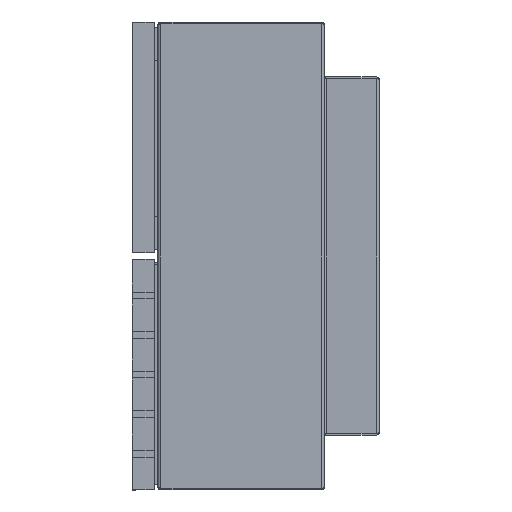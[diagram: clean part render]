
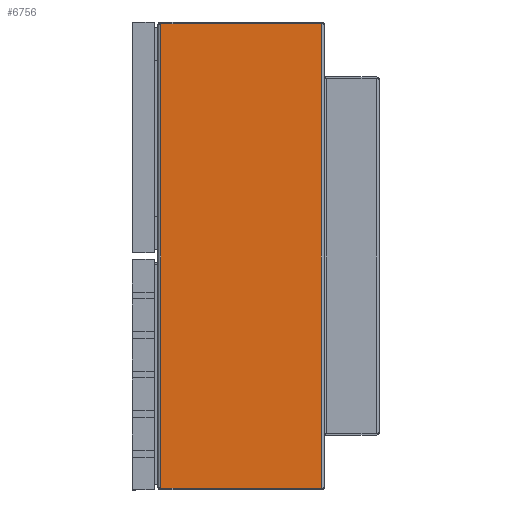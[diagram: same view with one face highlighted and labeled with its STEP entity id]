
A CAD part, left-side view. The second image highlights one B-rep face of the part: STEP entity #6756.
In plain terms, the highlighted face is planar.
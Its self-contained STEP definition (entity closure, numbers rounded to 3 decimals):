
#3 = EDGE_CURVE ( 'NONE', #806, #1222, #6620, .T. ) ;
#59 = CARTESIAN_POINT ( 'NONE',  ( -423., 398., -100. ) ) ;
#328 = FACE_OUTER_BOUND ( 'NONE', #1822, .T. ) ;
#461 = VERTEX_POINT ( 'NONE', #7438 ) ;
#547 = DIRECTION ( 'NONE',  ( -1., 0., 0. ) ) ;
#553 = EDGE_CURVE ( 'NONE', #461, #806, #6848, .T. ) ;
#806 = VERTEX_POINT ( 'NONE', #6448 ) ;
#930 = EDGE_CURVE ( 'NONE', #461, #6057, #8665, .T. ) ;
#1082 = DIRECTION ( 'NONE',  ( 1., 0., 0. ) ) ;
#1222 = VERTEX_POINT ( 'NONE', #59 ) ;
#1660 = PLANE ( 'NONE',  #4281 ) ;
#1822 = EDGE_LOOP ( 'NONE', ( #5899, #7685, #4369, #2428 ) ) ;
#1884 = CARTESIAN_POINT ( 'NONE',  ( 423., 398., -100. ) ) ;
#2428 = ORIENTED_EDGE ( 'NONE', *, *, #553, .T. ) ;
#2445 = CARTESIAN_POINT ( 'NONE',  ( 426., 100., -100. ) ) ;
#2902 = VECTOR ( 'NONE', #8168, 1000. ) ;
#3207 = CARTESIAN_POINT ( 'NONE',  ( -423., 100., -100. ) ) ;
#4261 = DIRECTION ( 'NONE',  ( 0., 1., 0. ) ) ;
#4281 = AXIS2_PLACEMENT_3D ( 'NONE', #2445, #8096, #1082 ) ;
#4369 = ORIENTED_EDGE ( 'NONE', *, *, #930, .F. ) ;
#4699 = CARTESIAN_POINT ( 'NONE',  ( 426., 398., -100. ) ) ;
#5486 = VECTOR ( 'NONE', #5952, 1000. ) ;
#5575 = VECTOR ( 'NONE', #547, 1000. ) ;
#5899 = ORIENTED_EDGE ( 'NONE', *, *, #3, .T. ) ;
#5952 = DIRECTION ( 'NONE',  ( 0., 1., 0. ) ) ;
#6057 = VERTEX_POINT ( 'NONE', #1884 ) ;
#6162 = EDGE_CURVE ( 'NONE', #6057, #1222, #8697, .T. ) ;
#6448 = CARTESIAN_POINT ( 'NONE',  ( -423., 106., -100. ) ) ;
#6620 = LINE ( 'NONE', #3207, #5486 ) ;
#6756 = ADVANCED_FACE ( 'NONE', ( #328 ), #1660, .F. ) ;
#6848 = LINE ( 'NONE', #7474, #2902 ) ;
#7427 = CARTESIAN_POINT ( 'NONE',  ( 423., 100., -100. ) ) ;
#7438 = CARTESIAN_POINT ( 'NONE',  ( 423., 106., -100. ) ) ;
#7474 = CARTESIAN_POINT ( 'NONE',  ( 426., 106., -100. ) ) ;
#7685 = ORIENTED_EDGE ( 'NONE', *, *, #6162, .F. ) ;
#8096 = DIRECTION ( 'NONE',  ( 0., 0., 1. ) ) ;
#8168 = DIRECTION ( 'NONE',  ( -1., 0., 0. ) ) ;
#8191 = VECTOR ( 'NONE', #4261, 1000. ) ;
#8665 = LINE ( 'NONE', #7427, #8191 ) ;
#8697 = LINE ( 'NONE', #4699, #5575 ) ;
